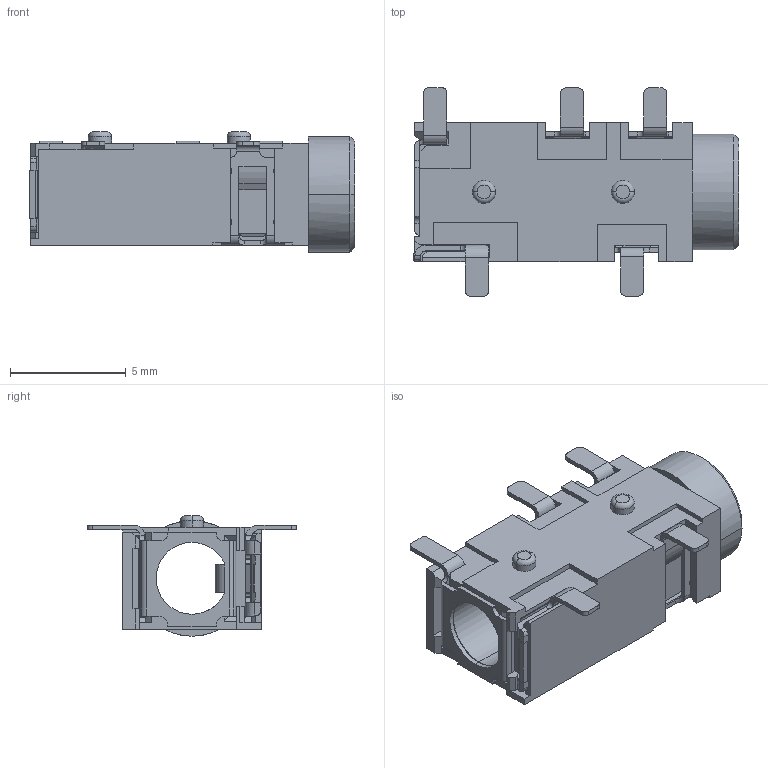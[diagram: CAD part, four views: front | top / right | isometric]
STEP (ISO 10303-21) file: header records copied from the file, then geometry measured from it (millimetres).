
FILE_DESCRIPTION (( 'STEP AP214' ), '1' );
FILE_NAME ('CUI_DEVICES_SJ2-35863B1-SMT-TR.step', '2019-10-20T22:55:29', ( '' ), ( '' ), 'SwSTEP 2.0', 'SolidWorks 2019', '' );
FILE_SCHEMA (( 'AUTOMOTIVE_DESIGN' ));
Length unit declared in the file: inch
Products named in the file (1): CUI_DEVICES_SJ2-35863B1-SMT-TR
Bounding box: 14.05 x 9 x 5.2 mm (x, y, z)
Volume: 189.9 mm3; surface area: 696.8 mm2
Topology: 1 solids, 4 shells, 636 faces, 1814 edges, 1187 vertices
Faces by surface type: plane 404, cylinder 149, sphere 60, bspline 12, cone 7, torus 4
Entity records: 29476 total; most frequent: CARTESIAN_POINT 4397, ORIENTED_EDGE 3628, DIRECTION 3401, EDGE_CURVE 1814, VECTOR 1275, LINE 1275, VERTEX_POINT 1187, AXIS2_PLACEMENT_3D 1063
